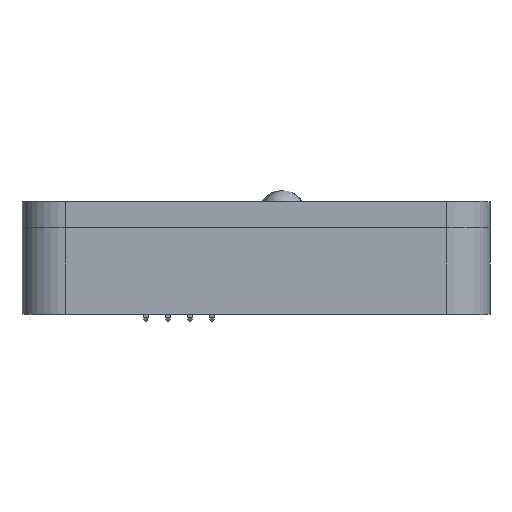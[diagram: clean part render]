
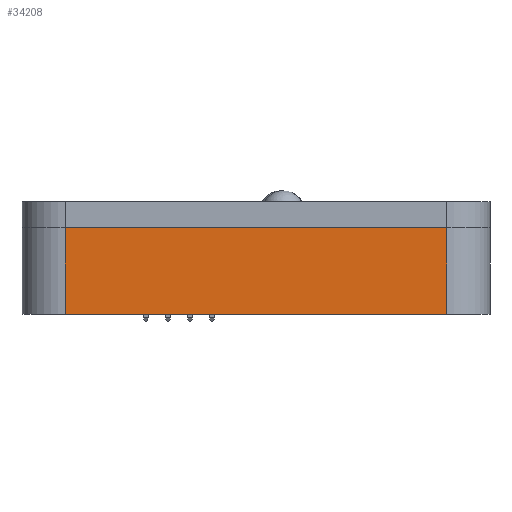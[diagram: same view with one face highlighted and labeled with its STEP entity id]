
A CAD part, left-side view. The second image highlights one B-rep face of the part: STEP entity #34208.
In plain terms, the highlighted planar face has unit normal (-1, 0, 0).
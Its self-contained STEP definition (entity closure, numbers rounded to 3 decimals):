
#2337=PLANE('',#36379);
#3392=FACE_OUTER_BOUND('',#5007,.T.);
#5007=EDGE_LOOP('',(#29956,#29957,#29958,#29959));
#8626=LINE('',#54473,#12537);
#8630=LINE('',#54498,#12541);
#8635=LINE('',#54513,#12546);
#8669=LINE('',#54619,#12580);
#12537=VECTOR('',#42742,10.);
#12541=VECTOR('',#42768,10.);
#12546=VECTOR('',#42785,10.);
#12580=VECTOR('',#42905,10.);
#17618=VERTEX_POINT('',#54470);
#17619=VERTEX_POINT('',#54472);
#17629=VERTEX_POINT('',#54496);
#17633=VERTEX_POINT('',#54512);
#22579=EDGE_CURVE('',#17618,#17619,#8626,.T.);
#22592=EDGE_CURVE('',#17629,#17618,#8630,.T.);
#22599=EDGE_CURVE('',#17619,#17633,#8635,.T.);
#22650=EDGE_CURVE('',#17633,#17629,#8669,.T.);
#29956=ORIENTED_EDGE('',*,*,#22592,.F.);
#29957=ORIENTED_EDGE('',*,*,#22650,.F.);
#29958=ORIENTED_EDGE('',*,*,#22599,.F.);
#29959=ORIENTED_EDGE('',*,*,#22579,.F.);
#34208=ADVANCED_FACE('',(#3392),#2337,.T.);
#36379=AXIS2_PLACEMENT_3D('',#54618,#42903,#42904);
#42742=DIRECTION('',(0.,-1.,0.));
#42768=DIRECTION('',(0.,0.,1.));
#42785=DIRECTION('',(0.,0.,-1.));
#42903=DIRECTION('center_axis',(-1.,0.,0.));
#42904=DIRECTION('ref_axis',(0.,-1.,0.));
#42905=DIRECTION('',(0.,1.,0.));
#54470=CARTESIAN_POINT('',(-46.,22.5,10.));
#54472=CARTESIAN_POINT('',(-46.,-21.5,10.));
#54473=CARTESIAN_POINT('',(-46.,-26.5,10.));
#54496=CARTESIAN_POINT('',(-46.,22.5,0.));
#54498=CARTESIAN_POINT('',(-46.,22.5,0.));
#54512=CARTESIAN_POINT('',(-46.,-21.5,0.));
#54513=CARTESIAN_POINT('',(-46.,-21.5,0.));
#54618=CARTESIAN_POINT('Origin',(-46.,27.5,0.));
#54619=CARTESIAN_POINT('',(-46.,-26.5,0.));
